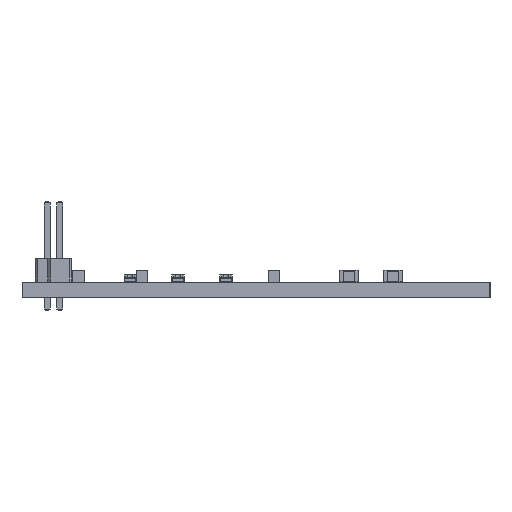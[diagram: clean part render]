
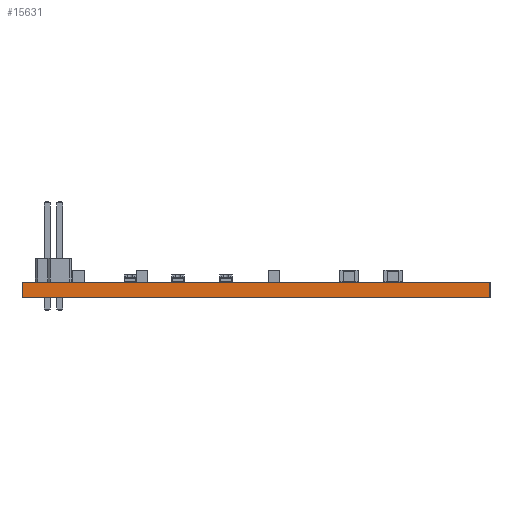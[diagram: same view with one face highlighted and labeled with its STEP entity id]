
A CAD part, left-side view. The second image highlights one B-rep face of the part: STEP entity #15631.
In plain terms, the highlighted planar face has unit normal (-1, 0, 0).
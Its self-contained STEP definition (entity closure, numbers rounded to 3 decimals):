
#15515 = EDGE_CURVE('',#15516,#15518,#15520,.T.);
#15516 = VERTEX_POINT('',#15517);
#15517 = CARTESIAN_POINT('',(142.24,-48.26,0.));
#15518 = VERTEX_POINT('',#15519);
#15519 = CARTESIAN_POINT('',(142.24,-48.26,1.6));
#15520 = SURFACE_CURVE('',#15521,(#15525,#15537),.PCURVE_S1.);
#15521 = LINE('',#15522,#15523);
#15522 = CARTESIAN_POINT('',(142.24,-48.26,0.));
#15523 = VECTOR('',#15524,1.);
#15524 = DIRECTION('',(0.,0.,1.));
#15525 = PCURVE('',#15526,#15531);
#15526 = PLANE('',#15527);
#15527 = AXIS2_PLACEMENT_3D('',#15528,#15529,#15530);
#15528 = CARTESIAN_POINT('',(142.24,-48.26,0.));
#15529 = DIRECTION('',(0.,1.,0.));
#15530 = DIRECTION('',(1.,0.,0.));
#15531 = DEFINITIONAL_REPRESENTATION('',(#15532),#15536);
#15532 = LINE('',#15533,#15534);
#15533 = CARTESIAN_POINT('',(0.,0.));
#15534 = VECTOR('',#15535,1.);
#15535 = DIRECTION('',(0.,-1.));
#15536 = ( GEOMETRIC_REPRESENTATION_CONTEXT(2) 
PARAMETRIC_REPRESENTATION_CONTEXT() REPRESENTATION_CONTEXT('2D SPACE',''
  ) );
#15537 = PCURVE('',#15538,#15543);
#15538 = PLANE('',#15539);
#15539 = AXIS2_PLACEMENT_3D('',#15540,#15541,#15542);
#15540 = CARTESIAN_POINT('',(142.24,-97.79,0.));
#15541 = DIRECTION('',(-1.,0.,0.));
#15542 = DIRECTION('',(0.,1.,0.));
#15543 = DEFINITIONAL_REPRESENTATION('',(#15544),#15548);
#15544 = LINE('',#15545,#15546);
#15545 = CARTESIAN_POINT('',(49.53,0.));
#15546 = VECTOR('',#15547,1.);
#15547 = DIRECTION('',(0.,-1.));
#15548 = ( GEOMETRIC_REPRESENTATION_CONTEXT(2) 
PARAMETRIC_REPRESENTATION_CONTEXT() REPRESENTATION_CONTEXT('2D SPACE',''
  ) );
#15566 = PLANE('',#15567);
#15567 = AXIS2_PLACEMENT_3D('',#15568,#15569,#15570);
#15568 = CARTESIAN_POINT('',(174.625,-73.025,1.6));
#15569 = DIRECTION('',(0.,0.,-1.));
#15570 = DIRECTION('',(-1.,0.,0.));
#15620 = PLANE('',#15621);
#15621 = AXIS2_PLACEMENT_3D('',#15622,#15623,#15624);
#15622 = CARTESIAN_POINT('',(174.625,-73.025,0.));
#15623 = DIRECTION('',(0.,0.,-1.));
#15624 = DIRECTION('',(-1.,0.,0.));
#15631 = ADVANCED_FACE('',(#15632),#15538,.T.);
#15632 = FACE_BOUND('',#15633,.T.);
#15633 = EDGE_LOOP('',(#15634,#15664,#15685,#15686));
#15634 = ORIENTED_EDGE('',*,*,#15635,.T.);
#15635 = EDGE_CURVE('',#15636,#15638,#15640,.T.);
#15636 = VERTEX_POINT('',#15637);
#15637 = CARTESIAN_POINT('',(142.24,-97.79,0.));
#15638 = VERTEX_POINT('',#15639);
#15639 = CARTESIAN_POINT('',(142.24,-97.79,1.6));
#15640 = SURFACE_CURVE('',#15641,(#15645,#15652),.PCURVE_S1.);
#15641 = LINE('',#15642,#15643);
#15642 = CARTESIAN_POINT('',(142.24,-97.79,0.));
#15643 = VECTOR('',#15644,1.);
#15644 = DIRECTION('',(0.,0.,1.));
#15645 = PCURVE('',#15538,#15646);
#15646 = DEFINITIONAL_REPRESENTATION('',(#15647),#15651);
#15647 = LINE('',#15648,#15649);
#15648 = CARTESIAN_POINT('',(0.,0.));
#15649 = VECTOR('',#15650,1.);
#15650 = DIRECTION('',(0.,-1.));
#15651 = ( GEOMETRIC_REPRESENTATION_CONTEXT(2) 
PARAMETRIC_REPRESENTATION_CONTEXT() REPRESENTATION_CONTEXT('2D SPACE',''
  ) );
#15652 = PCURVE('',#15653,#15658);
#15653 = PLANE('',#15654);
#15654 = AXIS2_PLACEMENT_3D('',#15655,#15656,#15657);
#15655 = CARTESIAN_POINT('',(207.01,-97.79,0.));
#15656 = DIRECTION('',(0.,-1.,0.));
#15657 = DIRECTION('',(-1.,0.,0.));
#15658 = DEFINITIONAL_REPRESENTATION('',(#15659),#15663);
#15659 = LINE('',#15660,#15661);
#15660 = CARTESIAN_POINT('',(64.77,0.));
#15661 = VECTOR('',#15662,1.);
#15662 = DIRECTION('',(0.,-1.));
#15663 = ( GEOMETRIC_REPRESENTATION_CONTEXT(2) 
PARAMETRIC_REPRESENTATION_CONTEXT() REPRESENTATION_CONTEXT('2D SPACE',''
  ) );
#15664 = ORIENTED_EDGE('',*,*,#15665,.T.);
#15665 = EDGE_CURVE('',#15638,#15518,#15666,.T.);
#15666 = SURFACE_CURVE('',#15667,(#15671,#15678),.PCURVE_S1.);
#15667 = LINE('',#15668,#15669);
#15668 = CARTESIAN_POINT('',(142.24,-97.79,1.6));
#15669 = VECTOR('',#15670,1.);
#15670 = DIRECTION('',(0.,1.,0.));
#15671 = PCURVE('',#15538,#15672);
#15672 = DEFINITIONAL_REPRESENTATION('',(#15673),#15677);
#15673 = LINE('',#15674,#15675);
#15674 = CARTESIAN_POINT('',(0.,-1.6));
#15675 = VECTOR('',#15676,1.);
#15676 = DIRECTION('',(1.,0.));
#15677 = ( GEOMETRIC_REPRESENTATION_CONTEXT(2) 
PARAMETRIC_REPRESENTATION_CONTEXT() REPRESENTATION_CONTEXT('2D SPACE',''
  ) );
#15678 = PCURVE('',#15566,#15679);
#15679 = DEFINITIONAL_REPRESENTATION('',(#15680),#15684);
#15680 = LINE('',#15681,#15682);
#15681 = CARTESIAN_POINT('',(32.385,-24.765));
#15682 = VECTOR('',#15683,1.);
#15683 = DIRECTION('',(0.,1.));
#15684 = ( GEOMETRIC_REPRESENTATION_CONTEXT(2) 
PARAMETRIC_REPRESENTATION_CONTEXT() REPRESENTATION_CONTEXT('2D SPACE',''
  ) );
#15685 = ORIENTED_EDGE('',*,*,#15515,.F.);
#15686 = ORIENTED_EDGE('',*,*,#15687,.F.);
#15687 = EDGE_CURVE('',#15636,#15516,#15688,.T.);
#15688 = SURFACE_CURVE('',#15689,(#15693,#15700),.PCURVE_S1.);
#15689 = LINE('',#15690,#15691);
#15690 = CARTESIAN_POINT('',(142.24,-97.79,0.));
#15691 = VECTOR('',#15692,1.);
#15692 = DIRECTION('',(0.,1.,0.));
#15693 = PCURVE('',#15538,#15694);
#15694 = DEFINITIONAL_REPRESENTATION('',(#15695),#15699);
#15695 = LINE('',#15696,#15697);
#15696 = CARTESIAN_POINT('',(0.,0.));
#15697 = VECTOR('',#15698,1.);
#15698 = DIRECTION('',(1.,0.));
#15699 = ( GEOMETRIC_REPRESENTATION_CONTEXT(2) 
PARAMETRIC_REPRESENTATION_CONTEXT() REPRESENTATION_CONTEXT('2D SPACE',''
  ) );
#15700 = PCURVE('',#15620,#15701);
#15701 = DEFINITIONAL_REPRESENTATION('',(#15702),#15706);
#15702 = LINE('',#15703,#15704);
#15703 = CARTESIAN_POINT('',(32.385,-24.765));
#15704 = VECTOR('',#15705,1.);
#15705 = DIRECTION('',(0.,1.));
#15706 = ( GEOMETRIC_REPRESENTATION_CONTEXT(2) 
PARAMETRIC_REPRESENTATION_CONTEXT() REPRESENTATION_CONTEXT('2D SPACE',''
  ) );
